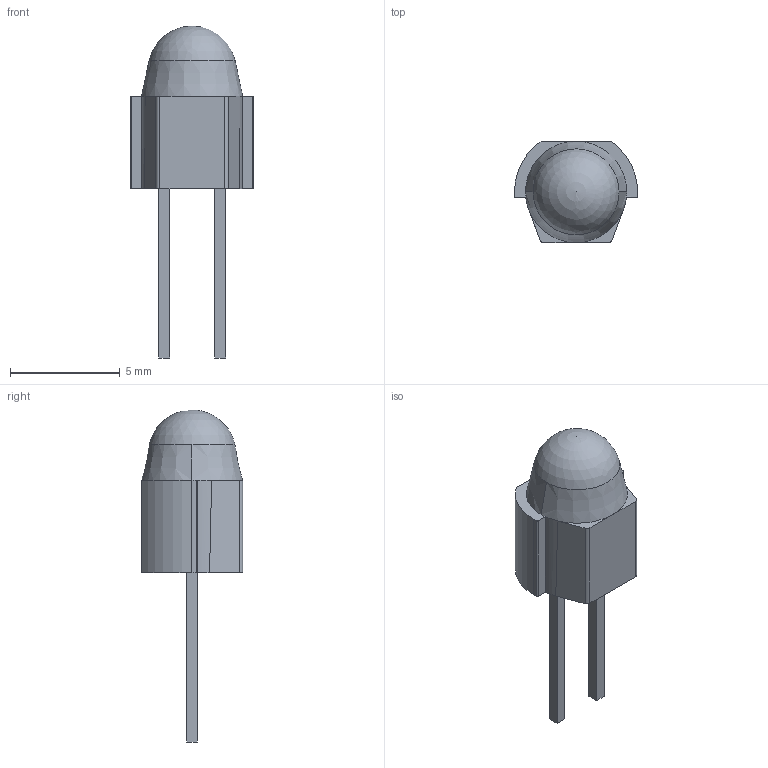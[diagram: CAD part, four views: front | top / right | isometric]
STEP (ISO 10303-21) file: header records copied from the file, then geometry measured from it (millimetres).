
FILE_DESCRIPTION (( 'STEP AP203' ), '1' );
FILE_NAME ('SFH_4558_200715_geometry.STEP', '2015-07-20T11:52:34', ( '' ), ( '' ), 'SwSTEP 2.0', 'SolidWorks 2012', '' );
FILE_SCHEMA (( 'CONFIG_CONTROL_DESIGN' ));
Length unit declared in the file: inch
Products named in the file (1): SFH_4558_200715_geometry
Bounding box: 5.59 x 4.6 x 15.1 mm (x, y, z)
Volume: 125.3 mm3; surface area: 170.8 mm2
Topology: 1 solids, 1 shells, 36 faces, 90 edges, 58 vertices
Faces by surface type: plane 22, cylinder 11, cone 2, sphere 1
Entity records: 1132 total; most frequent: DIRECTION 191, CARTESIAN_POINT 180, ORIENTED_EDGE 174, EDGE_CURVE 87, AXIS2_PLACEMENT_3D 67, VECTOR 57, LINE 57, VERTEX_POINT 56
